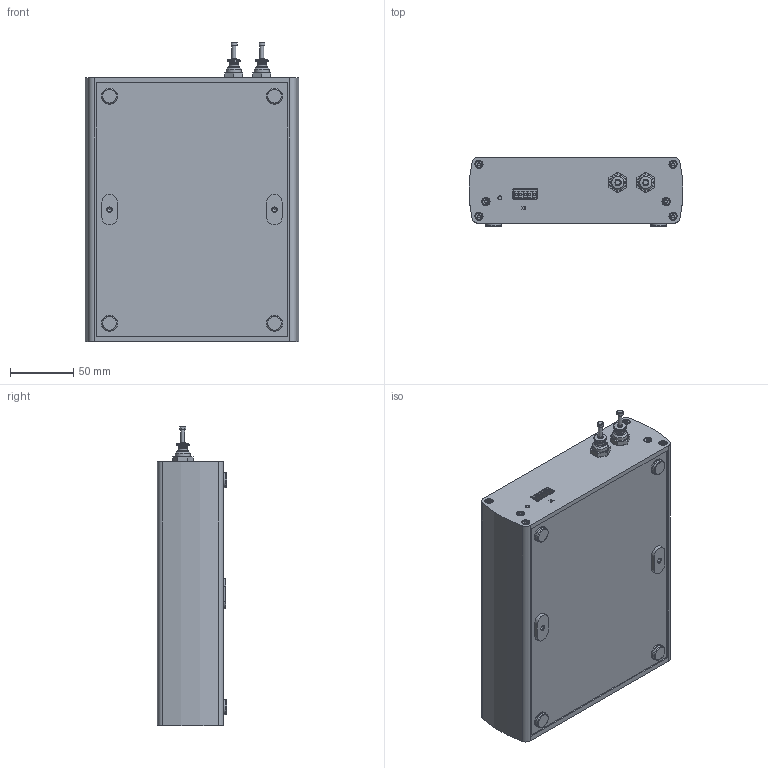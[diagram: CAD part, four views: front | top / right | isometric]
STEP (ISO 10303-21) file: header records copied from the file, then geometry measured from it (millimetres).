
FILE_DESCRIPTION(/* description */ ('STEP AP214'),/* implementation_level */ '2;1');
FILE_NAME(/* name */ '8163214_PGVA-2-P1V1-Q4-A',/* time_stamp */ '2024-09-13T18:27:56+02:00',/* author */ ('License CC BY-ND 4.0'),/* organization */ ('CADENAS'),/* preprocessor_version */ 'ST-DEVELOPER v19.3',/* originating_system */ 'PARTsolutions',/* authorisation */ ' ');
FILE_SCHEMA (('AUTOMOTIVE_DESIGN {1 0 10303 214 3 1 1}'));
Length unit declared in the file: millimetre
Products named in the file (5): 8163214 PGVA-2-P1V1-Q4-A---(high); 8163214 PGVA-2-P1V1-Q4-A---(high_h); Flachmutter M12X1-4-14; 153157 QSS-4---(part); 153267 QSC-4H
Assembly tree (9 placements, depth 2):
  8163214 PGVA-2-P1V1-Q4-A---(high)
    8163214 PGVA-2-P1V1-Q4-A---(high_h)
    Flachmutter M12X1-4-14  x4
    153157 QSS-4---(part)  x2
    153267 QSC-4H  x2
Bounding box: 168.41 x 54.5 x 236 mm (x, y, z)
Volume: 1729189.7 mm3; surface area: 120994.2 mm2
Topology: 9 solids, 9 shells, 543 faces, 1260 edges, 814 vertices
Faces by surface type: plane 252, cylinder 205, cone 54, torus 32
Full cylindrical faces by diameter (mm): 2 x5, 2.8 x1, 3 x5, 3.242 x2, 4 x6, 5.4 x4, 5.5 x10, 6.5 x10, 7.5 x8, 9.9 x4, 10.8 x2, 10.917 x4, 12 x2, 12.5 x2, 12.7 x4
Entity records: 15766 total; most frequent: DIRECTION 2298, CARTESIAN_POINT 2173, ORIENTED_EDGE 1926, EDGE_CURVE 963, AXIS2_PLACEMENT_3D 884, VERTEX_POINT 694, FACE_BOUND 637, EDGE_LOOP 635
